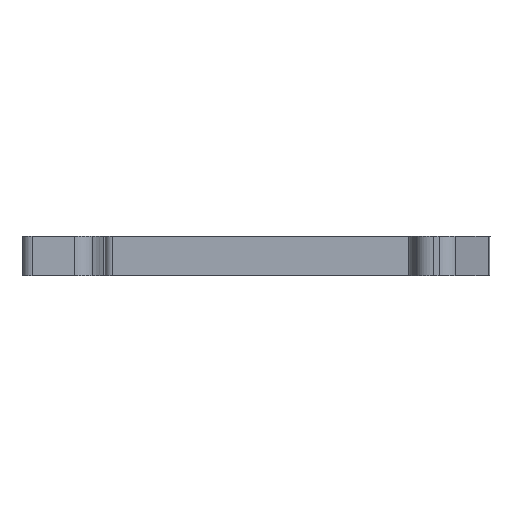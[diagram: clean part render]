
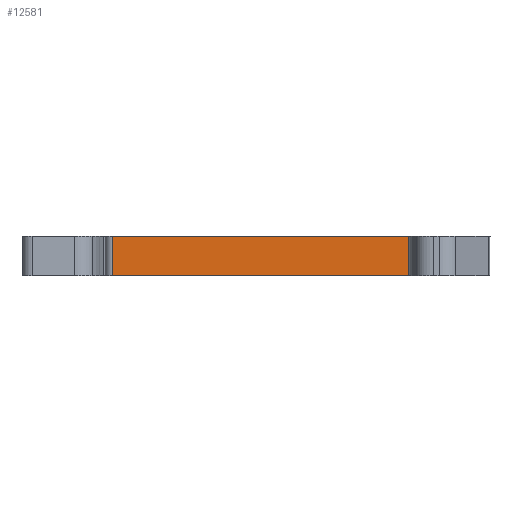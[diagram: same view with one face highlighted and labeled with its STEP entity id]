
A CAD part, front view. The second image highlights one B-rep face of the part: STEP entity #12581.
In plain terms, the highlighted planar face has unit normal (0, -1, 0).
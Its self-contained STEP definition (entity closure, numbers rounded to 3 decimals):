
#557 = LINE ( 'NONE', #23104, #3740 ) ;
#3374 = FACE_OUTER_BOUND ( 'NONE', #8591, .T. ) ;
#3740 = VECTOR ( 'NONE', #14285, 1000. ) ;
#6118 = VERTEX_POINT ( 'NONE', #14556 ) ;
#6172 = DIRECTION ( 'NONE',  ( -1., 0., 0. ) ) ;
#6326 = VERTEX_POINT ( 'NONE', #24568 ) ;
#7075 = AXIS2_PLACEMENT_3D ( 'NONE', #22224, #21819, #6172 ) ;
#7486 = LINE ( 'NONE', #9940, #25329 ) ;
#7865 = EDGE_CURVE ( 'NONE', #6118, #19711, #9306, .T. ) ;
#8591 = EDGE_LOOP ( 'NONE', ( #18312, #21708, #21435, #19526 ) ) ;
#9149 = CARTESIAN_POINT ( 'NONE',  ( 773.867, 1016.593, 1512.357 ) ) ;
#9306 = LINE ( 'NONE', #27054, #18574 ) ;
#9940 = CARTESIAN_POINT ( 'NONE',  ( -6977.278, 1016.593, 1512.357 ) ) ;
#10132 = VECTOR ( 'NONE', #25333, 1000. ) ;
#10231 = DIRECTION ( 'NONE',  ( 1., 0., 0. ) ) ;
#11213 = DIRECTION ( 'NONE',  ( 1., 0., 0. ) ) ;
#12581 = ADVANCED_FACE ( 'NONE', ( #3374 ), #28372, .F. ) ;
#12876 = VERTEX_POINT ( 'NONE', #9149 ) ;
#13048 = EDGE_CURVE ( 'NONE', #19711, #6326, #19793, .T. ) ;
#13622 = EDGE_CURVE ( 'NONE', #12876, #6118, #557, .T. ) ;
#14285 = DIRECTION ( 'NONE',  ( 0., 0., 1. ) ) ;
#14556 = CARTESIAN_POINT ( 'NONE',  ( 773.867, 1016.593, 1516.557 ) ) ;
#18312 = ORIENTED_EDGE ( 'NONE', *, *, #13048, .F. ) ;
#18574 = VECTOR ( 'NONE', #11213, 1000. ) ;
#19526 = ORIENTED_EDGE ( 'NONE', *, *, #26448, .T. ) ;
#19711 = VERTEX_POINT ( 'NONE', #28568 ) ;
#19793 = LINE ( 'NONE', #25429, #10132 ) ;
#21435 = ORIENTED_EDGE ( 'NONE', *, *, #13622, .F. ) ;
#21708 = ORIENTED_EDGE ( 'NONE', *, *, #7865, .F. ) ;
#21819 = DIRECTION ( 'NONE',  ( 0., 1., 0. ) ) ;
#22224 = CARTESIAN_POINT ( 'NONE',  ( -6977.278, 1016.593, 1516.557 ) ) ;
#23104 = CARTESIAN_POINT ( 'NONE',  ( 773.867, 1016.593, 1516.557 ) ) ;
#24568 = CARTESIAN_POINT ( 'NONE',  ( 806.196, 1016.593, 1512.357 ) ) ;
#25329 = VECTOR ( 'NONE', #10231, 1000. ) ;
#25333 = DIRECTION ( 'NONE',  ( 0., 0., -1. ) ) ;
#25429 = CARTESIAN_POINT ( 'NONE',  ( 806.196, 1016.593, 1516.557 ) ) ;
#26448 = EDGE_CURVE ( 'NONE', #12876, #6326, #7486, .T. ) ;
#27054 = CARTESIAN_POINT ( 'NONE',  ( -6977.278, 1016.593, 1516.557 ) ) ;
#28372 = PLANE ( 'NONE',  #7075 ) ;
#28568 = CARTESIAN_POINT ( 'NONE',  ( 806.196, 1016.593, 1516.557 ) ) ;
